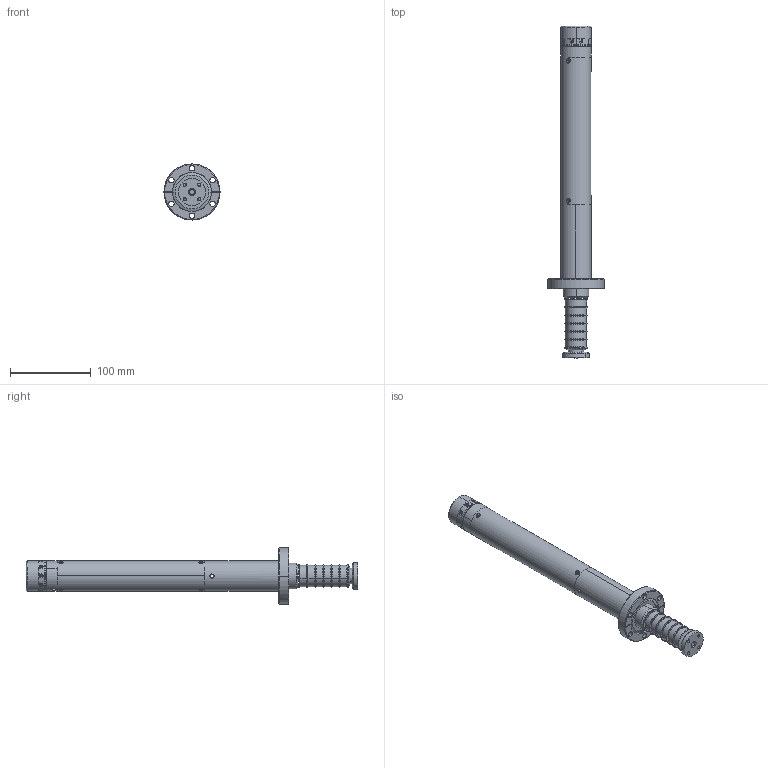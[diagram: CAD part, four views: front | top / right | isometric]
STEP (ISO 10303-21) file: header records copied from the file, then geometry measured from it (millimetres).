
FILE_DESCRIPTION (( 'STEP AP214' ), '1' );
FILE_NAME ('SN101325-01, FLMR-275-50-6.STEP', '2017-07-25T20:29:29', ( 'My Thermionics' ), ( '' ), 'SwSTEP 2.0', 'SolidWorks 2010', '' );
FILE_SCHEMA (( 'AUTOMOTIVE_DESIGN' ));
Length unit declared in the file: inch
Products named in the file (1): SN101325-01, FLMR-275-50-6
Bounding box: 69.34 x 410.58 x 69.34 mm (x, y, z)
Surface area: 86569.7 mm2 (no closed solid volume)
Topology: 0 solids, 65 shells, 320 faces, 1478 edges, 1196 vertices
Faces by surface type: cylinder 135, plane 124, cone 50, bspline 11
Entity records: 24373 total; most frequent: CARTESIAN_POINT 8820, DIRECTION 2247, ORIENTED_EDGE 2005, EDGE_CURVE 1476, VERTEX_POINT 1196, AXIS2_PLACEMENT_3D 801, VECTOR 645, LINE 645
